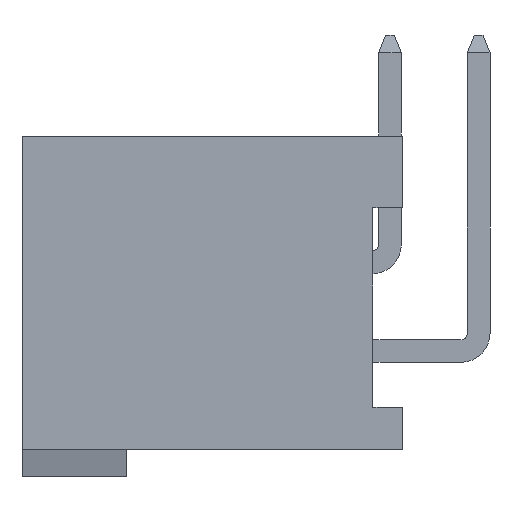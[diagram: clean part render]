
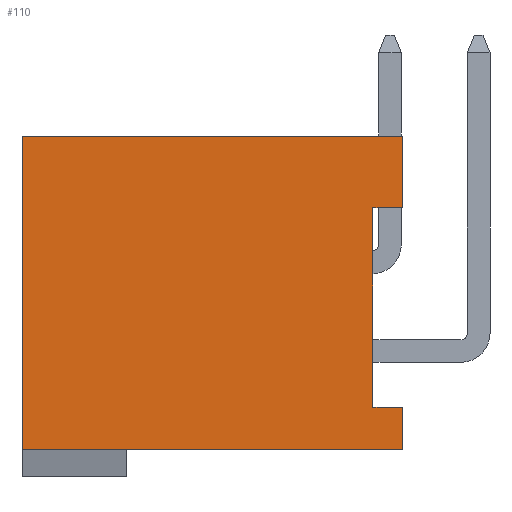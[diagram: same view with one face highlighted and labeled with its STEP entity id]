
A CAD part, left-side view. The second image highlights one B-rep face of the part: STEP entity #110.
In plain terms, the highlighted planar face has unit normal (-1, 0, 0).
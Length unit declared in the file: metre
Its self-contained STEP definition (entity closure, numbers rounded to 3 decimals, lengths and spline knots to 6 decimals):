
#110 = ADVANCED_FACE( '', ( #365 ), #366, .T. );
#365 = FACE_OUTER_BOUND( '', #744, .T. );
#366 = PLANE( '', #745 );
#744 = EDGE_LOOP( '', ( #1512, #1513, #1514, #1515, #1516, #1517, #1518, #1519 ) );
#745 = AXIS2_PLACEMENT_3D( '', #1520, #1521, #1522 );
#1512 = ORIENTED_EDGE( '', *, *, #2727, .T. );
#1513 = ORIENTED_EDGE( '', *, *, #2732, .T. );
#1514 = ORIENTED_EDGE( '', *, *, #2578, .T. );
#1515 = ORIENTED_EDGE( '', *, *, #2646, .F. );
#1516 = ORIENTED_EDGE( '', *, *, #2733, .T. );
#1517 = ORIENTED_EDGE( '', *, *, #2626, .F. );
#1518 = ORIENTED_EDGE( '', *, *, #2694, .F. );
#1519 = ORIENTED_EDGE( '', *, *, #2734, .T. );
#1520 = CARTESIAN_POINT( '', ( -0.00498, 0.00545, -0.004875 ) );
#1521 = DIRECTION( '', ( -1., 0., 0. ) );
#1522 = DIRECTION( '', ( 0., 0., 1. ) );
#2578 = EDGE_CURVE( '', #3150, #3148, #3151, .T. );
#2626 = EDGE_CURVE( '', #3233, #3235, #3236, .T. );
#2646 = EDGE_CURVE( '', #3266, #3148, #3269, .T. );
#2694 = EDGE_CURVE( '', #3353, #3233, #3354, .T. );
#2727 = EDGE_CURVE( '', #3412, #3410, #3413, .T. );
#2732 = EDGE_CURVE( '', #3410, #3150, #3418, .T. );
#2733 = EDGE_CURVE( '', #3266, #3235, #3419, .T. );
#2734 = EDGE_CURVE( '', #3353, #3412, #3420, .T. );
#3148 = VERTEX_POINT( '', #4006 );
#3150 = VERTEX_POINT( '', #4009 );
#3151 = LINE( '', #4010, #4011 );
#3233 = VERTEX_POINT( '', #4139 );
#3235 = VERTEX_POINT( '', #4142 );
#3236 = LINE( '', #4143, #4144 );
#3266 = VERTEX_POINT( '', #4190 );
#3269 = LINE( '', #4194, #4195 );
#3353 = VERTEX_POINT( '', #4322 );
#3354 = LINE( '', #4323, #4324 );
#3410 = VERTEX_POINT( '', #4409 );
#3412 = VERTEX_POINT( '', #4412 );
#3413 = LINE( '', #4413, #4414 );
#3418 = LINE( '', #4423, #4424 );
#3419 = LINE( '', #4425, #4426 );
#3420 = LINE( '', #4427, #4428 );
#4006 = CARTESIAN_POINT( '', ( -0.00498, -0.0046, 0.002825 ) );
#4009 = CARTESIAN_POINT( '', ( -0.00498, -0.0046, -0.002875 ) );
#4010 = CARTESIAN_POINT( '', ( -0.00498, -0.0046, -0.002875 ) );
#4011 = VECTOR( '', #4978, 1. );
#4139 = CARTESIAN_POINT( '', ( -0.00498, 0.00545, 0.004875 ) );
#4142 = CARTESIAN_POINT( '', ( -0.00498, -0.00545, 0.004875 ) );
#4143 = CARTESIAN_POINT( '', ( -0.00498, 0.00545, 0.004875 ) );
#4144 = VECTOR( '', #5026, 1. );
#4190 = CARTESIAN_POINT( '', ( -0.00498, -0.00545, 0.002825 ) );
#4194 = CARTESIAN_POINT( '', ( -0.00498, -0.00545, 0.002825 ) );
#4195 = VECTOR( '', #5050, 1. );
#4322 = CARTESIAN_POINT( '', ( -0.00498, 0.00545, -0.0041 ) );
#4323 = CARTESIAN_POINT( '', ( -0.00498, 0.00545, -0.0041 ) );
#4324 = VECTOR( '', #5106, 1. );
#4409 = CARTESIAN_POINT( '', ( -0.00498, -0.00545, -0.002875 ) );
#4412 = CARTESIAN_POINT( '', ( -0.00498, -0.00545, -0.0041 ) );
#4413 = CARTESIAN_POINT( '', ( -0.00498, -0.00545, -0.0041 ) );
#4414 = VECTOR( '', #5143, 1. );
#4423 = CARTESIAN_POINT( '', ( -0.00498, -0.00545, -0.002875 ) );
#4424 = VECTOR( '', #5148, 1. );
#4425 = CARTESIAN_POINT( '', ( -0.00498, -0.00545, 0.002825 ) );
#4426 = VECTOR( '', #5149, 1. );
#4427 = CARTESIAN_POINT( '', ( -0.00498, 0.00545, -0.0041 ) );
#4428 = VECTOR( '', #5150, 1. );
#4978 = DIRECTION( '', ( 0., 0., 1. ) );
#5026 = DIRECTION( '', ( 0., -1., 0. ) );
#5050 = DIRECTION( '', ( 0., 1., 0. ) );
#5106 = DIRECTION( '', ( 0., 0., 1. ) );
#5143 = DIRECTION( '', ( 0., 0., 1. ) );
#5148 = DIRECTION( '', ( 0., 1., 0. ) );
#5149 = DIRECTION( '', ( 0., 0., 1. ) );
#5150 = DIRECTION( '', ( 0., -1., 0. ) );
